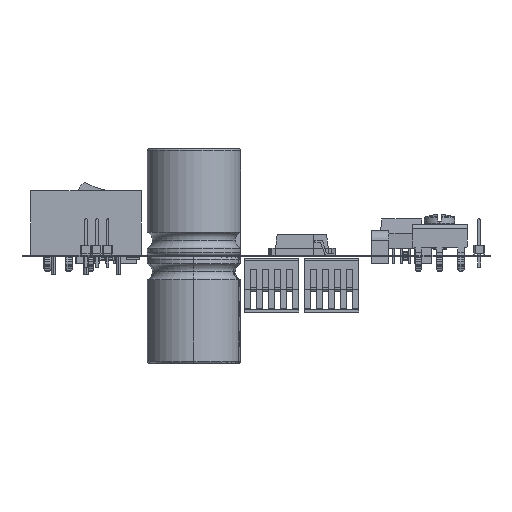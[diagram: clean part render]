
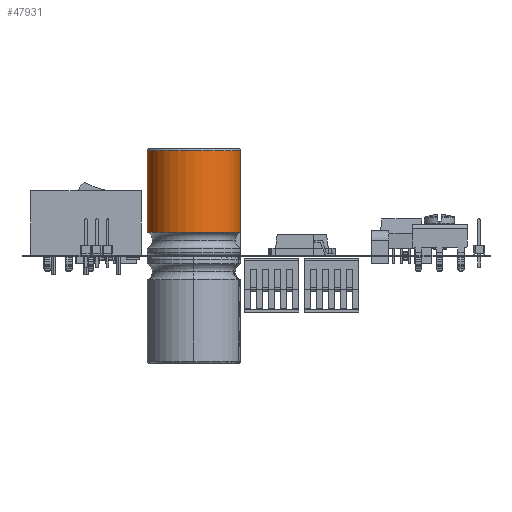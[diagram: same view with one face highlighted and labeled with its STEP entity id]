
A CAD part, left-side view. The second image highlights one B-rep face of the part: STEP entity #47931.
In plain terms, the highlighted cylindrical face has radius 11 mm (diameter 22 mm), a partial arc.
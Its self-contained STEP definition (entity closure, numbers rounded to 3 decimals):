
#47278 = VERTEX_POINT('',#47279);
#47279 = CARTESIAN_POINT('',(11.,5.354,0.));
#47319 = VERTEX_POINT('',#47320);
#47320 = CARTESIAN_POINT('',(11.,24.5,0.));
#47327 = EDGE_CURVE('',#47278,#47319,#47328,.T.);
#47328 = LINE('',#47329,#47330);
#47329 = CARTESIAN_POINT('',(11.,-65.127,0.));
#47330 = VECTOR('',#47331,1.);
#47331 = DIRECTION('',(0.,1.,0.));
#47625 = VERTEX_POINT('',#47626);
#47626 = CARTESIAN_POINT('',(-11.,24.5,0.));
#47657 = EDGE_CURVE('',#47319,#47625,#47658,.T.);
#47658 = CIRCLE('',#47659,11.);
#47659 = AXIS2_PLACEMENT_3D('',#47660,#47661,#47662);
#47660 = CARTESIAN_POINT('',(0.,24.5,0.));
#47661 = DIRECTION('',(0.,-1.,0.));
#47662 = DIRECTION('',(0.,0.,-1.));
#47864 = VERTEX_POINT('',#47865);
#47865 = CARTESIAN_POINT('',(-11.,5.354,0.));
#47889 = EDGE_CURVE('',#47278,#47864,#47890,.T.);
#47890 = CIRCLE('',#47891,11.);
#47891 = AXIS2_PLACEMENT_3D('',#47892,#47893,#47894);
#47892 = CARTESIAN_POINT('',(0.,5.354,0.));
#47893 = DIRECTION('',(0.,-1.,0.));
#47894 = DIRECTION('',(0.,0.,-1.));
#47920 = EDGE_CURVE('',#47625,#47864,#47921,.T.);
#47921 = LINE('',#47922,#47923);
#47922 = CARTESIAN_POINT('',(-11.,-65.127,0.));
#47923 = VECTOR('',#47924,1.);
#47924 = DIRECTION('',(0.,-1.,0.));
#47931 = ADVANCED_FACE('',(#47932),#47938,.T.);
#47932 = FACE_BOUND('',#47933,.T.);
#47933 = EDGE_LOOP('',(#47934,#47935,#47936,#47937));
#47934 = ORIENTED_EDGE('',*,*,#47889,.F.);
#47935 = ORIENTED_EDGE('',*,*,#47327,.T.);
#47936 = ORIENTED_EDGE('',*,*,#47657,.T.);
#47937 = ORIENTED_EDGE('',*,*,#47920,.T.);
#47938 = CYLINDRICAL_SURFACE('',#47939,11.);
#47939 = AXIS2_PLACEMENT_3D('',#47940,#47941,#47942);
#47940 = CARTESIAN_POINT('',(0.,-65.127,0.));
#47941 = DIRECTION('',(0.,-1.,0.));
#47942 = DIRECTION('',(0.,0.,-1.));
